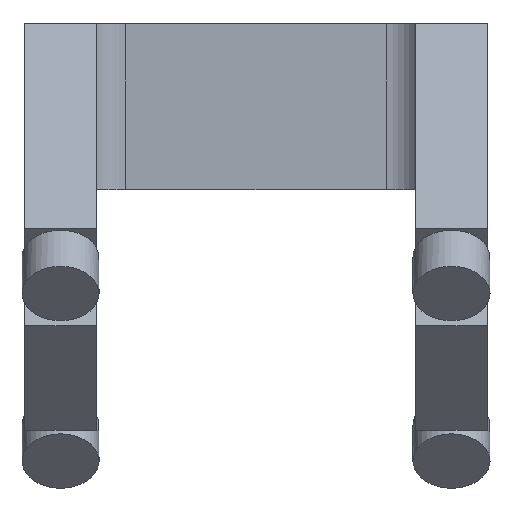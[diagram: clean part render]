
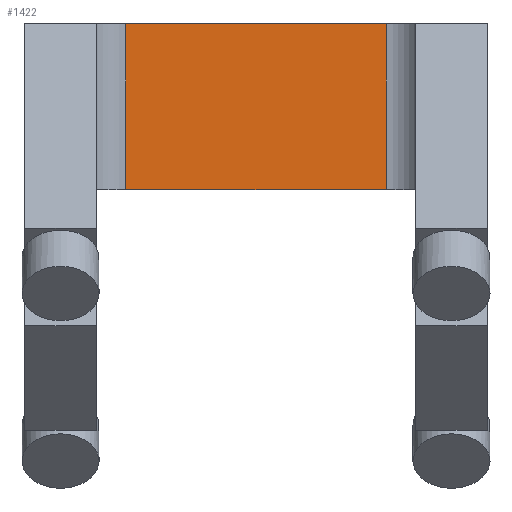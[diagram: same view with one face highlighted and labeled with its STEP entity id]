
A CAD part, front view. The second image highlights one B-rep face of the part: STEP entity #1422.
In plain terms, the highlighted planar face has unit normal (0, -1, 0).
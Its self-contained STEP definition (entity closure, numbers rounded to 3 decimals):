
#29=PLANE('',#1535);
#92=FACE_OUTER_BOUND('',#174,.T.);
#174=EDGE_LOOP('',(#1015,#1016,#1017,#1018));
#272=LINE('',#2123,#432);
#274=LINE('',#2139,#434);
#276=LINE('',#2143,#436);
#277=LINE('',#2144,#437);
#432=VECTOR('',#1690,10.);
#434=VECTOR('',#1706,10.);
#436=VECTOR('',#1710,10.);
#437=VECTOR('',#1711,10.);
#650=VERTEX_POINT('',#2120);
#651=VERTEX_POINT('',#2122);
#658=VERTEX_POINT('',#2137);
#659=VERTEX_POINT('',#2142);
#789=EDGE_CURVE('',#650,#651,#272,.T.);
#797=EDGE_CURVE('',#658,#650,#274,.T.);
#799=EDGE_CURVE('',#659,#658,#276,.T.);
#800=EDGE_CURVE('',#651,#659,#277,.T.);
#1015=ORIENTED_EDGE('',*,*,#797,.F.);
#1016=ORIENTED_EDGE('',*,*,#799,.F.);
#1017=ORIENTED_EDGE('',*,*,#800,.F.);
#1018=ORIENTED_EDGE('',*,*,#789,.F.);
#1422=ADVANCED_FACE('',(#92),#29,.F.);
#1535=AXIS2_PLACEMENT_3D('',#2141,#1708,#1709);
#1690=DIRECTION('',(-1.,0.,0.));
#1706=DIRECTION('',(0.,0.,-1.));
#1708=DIRECTION('center_axis',(0.,1.,0.));
#1709=DIRECTION('ref_axis',(-1.,0.,0.));
#1710=DIRECTION('',(1.,0.,0.));
#1711=DIRECTION('',(0.,0.,1.));
#2120=CARTESIAN_POINT('',(22.,80.,15.));
#2122=CARTESIAN_POINT('',(-22.,80.,15.));
#2123=CARTESIAN_POINT('',(14.,80.,15.));
#2137=CARTESIAN_POINT('',(22.,80.,43.));
#2139=CARTESIAN_POINT('',(22.,80.,0.));
#2141=CARTESIAN_POINT('Origin',(28.,80.,0.));
#2142=CARTESIAN_POINT('',(-22.,80.,43.));
#2143=CARTESIAN_POINT('',(14.,80.,43.));
#2144=CARTESIAN_POINT('',(-22.,80.,0.));
